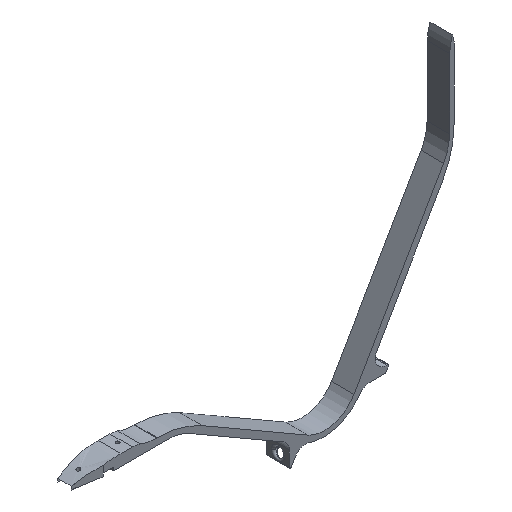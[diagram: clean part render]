
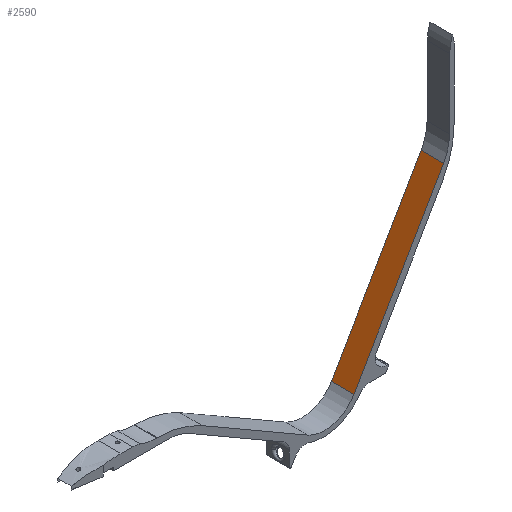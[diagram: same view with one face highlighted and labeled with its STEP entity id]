
A CAD part, isometric view. The second image highlights one B-rep face of the part: STEP entity #2590.
In plain terms, the highlighted planar face has unit normal (-0.866, 0, 0.5).
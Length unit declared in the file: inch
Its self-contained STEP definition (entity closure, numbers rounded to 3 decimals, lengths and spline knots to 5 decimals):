
#57=DIRECTION('',(0.5,0.,0.866));
#58=VECTOR('',#57,79.68829);
#59=CARTESIAN_POINT('',(127.58588,0.,-24.00962));
#60=LINE('',#59,#58);
#536=DIRECTION('',(0.5,0.,0.866));
#537=VECTOR('',#536,79.68829);
#538=CARTESIAN_POINT('',(127.58588,10.,-24.00962));
#539=LINE('',#538,#537);
#613=DIRECTION('',(0.,1.,0.));
#614=VECTOR('',#613,10.);
#615=CARTESIAN_POINT('',(167.43003,0.,45.00247));
#616=LINE('',#615,#614);
#617=DIRECTION('',(0.,1.,0.));
#618=VECTOR('',#617,10.);
#619=CARTESIAN_POINT('',(127.58588,0.,-24.00962));
#620=LINE('',#619,#618);
#1190=CARTESIAN_POINT('',(127.58588,0.,-24.00962));
#1191=CARTESIAN_POINT('',(127.58588,10.,-24.00962));
#1192=VERTEX_POINT('',#1190);
#1193=VERTEX_POINT('',#1191);
#1206=CARTESIAN_POINT('',(167.43003,0.,45.00247));
#1207=CARTESIAN_POINT('',(167.43003,10.,45.00247));
#1208=VERTEX_POINT('',#1206);
#1209=VERTEX_POINT('',#1207);
#2578=CARTESIAN_POINT('',(120.08588,0.,-37.));
#2579=DIRECTION('',(-0.866,0.,0.5));
#2580=DIRECTION('',(0.5,0.,0.866));
#2581=AXIS2_PLACEMENT_3D('',#2578,#2579,#2580);
#2582=PLANE('',#2581);
#2583=ORIENTED_EDGE('',*,*,#2572,.F.);
#2584=ORIENTED_EDGE('',*,*,#1435,.F.);
#2586=ORIENTED_EDGE('',*,*,#2585,.T.);
#2587=ORIENTED_EDGE('',*,*,#2502,.T.);
#2588=EDGE_LOOP('',(#2583,#2584,#2586,#2587));
#2589=FACE_OUTER_BOUND('',#2588,.F.);
#2590=ADVANCED_FACE('',(#2589),#2582,.T.);
#1435=EDGE_CURVE('',#1192,#1208,#60,.T.);
#2502=EDGE_CURVE('',#1193,#1209,#539,.T.);
#2572=EDGE_CURVE('',#1208,#1209,#616,.T.);
#2585=EDGE_CURVE('',#1192,#1193,#620,.T.);
